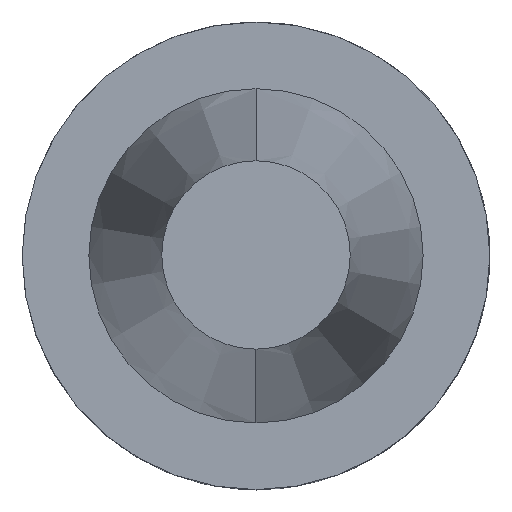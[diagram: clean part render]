
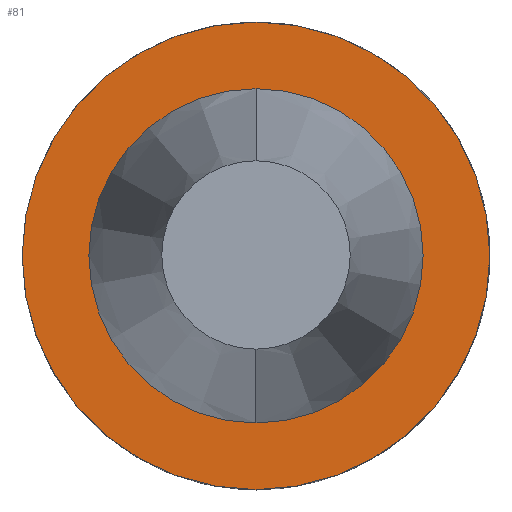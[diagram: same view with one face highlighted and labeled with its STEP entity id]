
A CAD part, top view. The second image highlights one B-rep face of the part: STEP entity #81.
In plain terms, the highlighted planar face has unit normal (0, 0, 1).
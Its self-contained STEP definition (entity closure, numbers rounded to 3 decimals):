
#81=ADVANCED_FACE('',(#108,#109),#101,.F.);
#101=PLANE('',#346);
#108=FACE_BOUND('',#132,.T.);
#109=FACE_BOUND('',#133,.T.);
#132=EDGE_LOOP('',(#164));
#133=EDGE_LOOP('',(#165,#166));
#164=ORIENTED_EDGE('',*,*,#260,.F.);
#165=ORIENTED_EDGE('',*,*,#261,.T.);
#166=ORIENTED_EDGE('',*,*,#262,.T.);
#232=VERTEX_POINT('',#498);
#233=VERTEX_POINT('',#500);
#234=VERTEX_POINT('',#501);
#260=EDGE_CURVE('',#232,#232,#294,.T.);
#261=EDGE_CURVE('',#233,#234,#295,.T.);
#262=EDGE_CURVE('',#234,#233,#296,.T.);
#294=CIRCLE('',#343,31.5);
#295=CIRCLE('',#344,22.517);
#296=CIRCLE('',#345,22.517);
#343=AXIS2_PLACEMENT_3D('',#497,#395,#396);
#344=AXIS2_PLACEMENT_3D('',#499,#397,#398);
#345=AXIS2_PLACEMENT_3D('',#502,#399,#400);
#346=AXIS2_PLACEMENT_3D('',#503,#401,#402);
#395=DIRECTION('',(0.,0.,-1.));
#396=DIRECTION('',(-1.,0.,0.));
#397=DIRECTION('',(0.,0.,-1.));
#398=DIRECTION('',(-1.,0.,0.));
#399=DIRECTION('',(0.,0.,-1.));
#400=DIRECTION('',(-1.,0.,0.));
#401=DIRECTION('',(0.,0.,-1.));
#402=DIRECTION('',(0.,1.,0.));
#497=CARTESIAN_POINT('',(0.,0.,-2.));
#498=CARTESIAN_POINT('',(-31.5,0.,-2.));
#499=CARTESIAN_POINT('',(0.,0.,-2.));
#500=CARTESIAN_POINT('',(0.,22.517,-2.));
#501=CARTESIAN_POINT('',(0.,-22.517,-2.));
#502=CARTESIAN_POINT('',(0.,0.,-2.));
#503=CARTESIAN_POINT('',(0.,0.,-2.));
